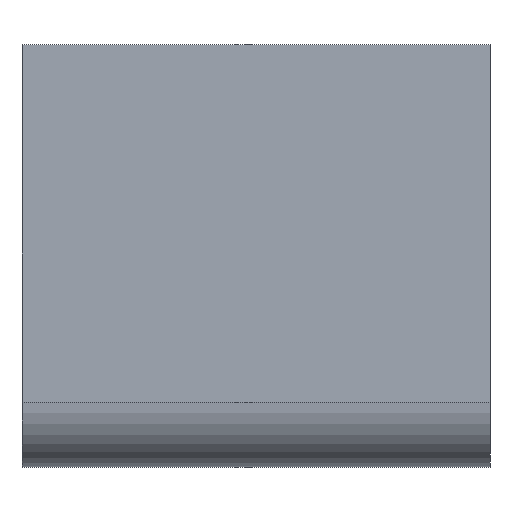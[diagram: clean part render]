
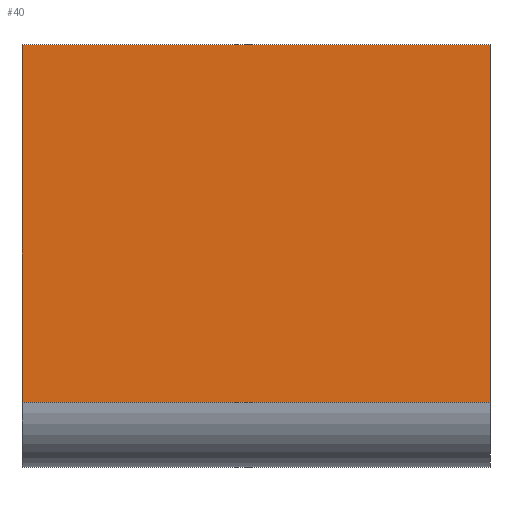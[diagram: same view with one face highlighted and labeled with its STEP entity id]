
A CAD part, top view. The second image highlights one B-rep face of the part: STEP entity #40.
In plain terms, the highlighted planar face has unit normal (0, 0, 1).
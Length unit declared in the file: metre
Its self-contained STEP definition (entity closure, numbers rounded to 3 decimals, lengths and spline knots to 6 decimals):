
#40 = ADVANCED_FACE( '', ( #86 ), #87, .F. );
#86 = FACE_OUTER_BOUND( '', #135, .T. );
#87 = PLANE( '', #136 );
#135 = EDGE_LOOP( '', ( #183, #184, #185, #186 ) );
#136 = AXIS2_PLACEMENT_3D( '', #187, #188, #189 );
#183 = ORIENTED_EDGE( '', *, *, #292, .T. );
#184 = ORIENTED_EDGE( '', *, *, #293, .T. );
#185 = ORIENTED_EDGE( '', *, *, #294, .F. );
#186 = ORIENTED_EDGE( '', *, *, #295, .T. );
#187 = CARTESIAN_POINT( '', ( 3.953581, -1.425559, 0.536575 ) );
#188 = DIRECTION( '', ( 0., 0., -1. ) );
#189 = DIRECTION( '', ( -1., 0., 0. ) );
#292 = EDGE_CURVE( '', #338, #339, #340, .F. );
#293 = EDGE_CURVE( '', #339, #341, #342, .F. );
#294 = EDGE_CURVE( '', #343, #341, #344, .F. );
#295 = EDGE_CURVE( '', #343, #338, #345, .T. );
#338 = VERTEX_POINT( '', #400 );
#339 = VERTEX_POINT( '', #401 );
#340 = LINE( '', #402, #403 );
#341 = VERTEX_POINT( '', #404 );
#342 = LINE( '', #405, #406 );
#343 = VERTEX_POINT( '', #407 );
#344 = LINE( '', #408, #409 );
#345 = LINE( '', #410, #411 );
#400 = CARTESIAN_POINT( '', ( -0.286892, -1.165209, 0.536575 ) );
#401 = CARTESIAN_POINT( '', ( -0.286892, -1.603359, 0.536575 ) );
#402 = CARTESIAN_POINT( '', ( -0.286892, -1.425559, 0.536575 ) );
#403 = VECTOR( '', #472, 1. );
#404 = CARTESIAN_POINT( '', ( 0.286892, -1.603359, 0.536575 ) );
#405 = CARTESIAN_POINT( '', ( 3.953581, -1.603359, 0.536575 ) );
#406 = VECTOR( '', #473, 1. );
#407 = CARTESIAN_POINT( '', ( 0.286892, -1.165209, 0.536575 ) );
#408 = CARTESIAN_POINT( '', ( 0.286892, -1.425559, 0.536575 ) );
#409 = VECTOR( '', #474, 1. );
#410 = CARTESIAN_POINT( '', ( 3.953581, -1.165209, 0.536575 ) );
#411 = VECTOR( '', #475, 1. );
#472 = DIRECTION( '', ( 0., 1., 0. ) );
#473 = DIRECTION( '', ( -1., 0., 0. ) );
#474 = DIRECTION( '', ( 0., 1., 0. ) );
#475 = DIRECTION( '', ( -1., 0., 0. ) );
